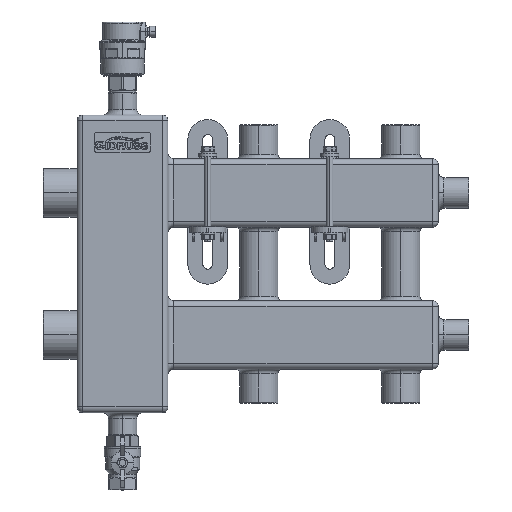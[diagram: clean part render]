
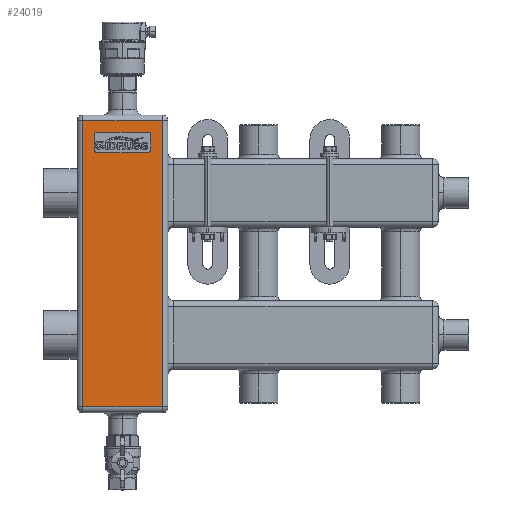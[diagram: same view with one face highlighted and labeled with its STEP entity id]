
A CAD part, top view. The second image highlights one B-rep face of the part: STEP entity #24019.
In plain terms, the highlighted planar face has unit normal (0, 0, 1).
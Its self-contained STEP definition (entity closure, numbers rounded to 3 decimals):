
#639 = CARTESIAN_POINT ( 'NONE',  ( -35., 0., 40. ) ) ;
#919 = VERTEX_POINT ( 'NONE', #27642 ) ;
#1274 = DIRECTION ( 'NONE',  ( 1., 0., 0. ) ) ;
#1351 = EDGE_CURVE ( 'NONE', #5532, #46589, #23337, .T. ) ;
#1819 = CARTESIAN_POINT ( 'NONE',  ( -25., 0., 40. ) ) ;
#2650 = CARTESIAN_POINT ( 'NONE',  ( -25., 113., 40. ) ) ;
#3017 = ORIENTED_EDGE ( 'NONE', *, *, #4037, .T. ) ;
#3485 = VECTOR ( 'NONE', #15987, 1000. ) ;
#3877 = VECTOR ( 'NONE', #47390, 1000. ) ;
#4037 = EDGE_CURVE ( 'NONE', #919, #44306, #46521, .T. ) ;
#4241 = LINE ( 'NONE', #36527, #37437 ) ;
#4562 = CARTESIAN_POINT ( 'NONE',  ( 25., 101., 40. ) ) ;
#4814 = DIRECTION ( 'NONE',  ( -1., 0., 0. ) ) ;
#4967 = CARTESIAN_POINT ( 'NONE',  ( 0., -126., 40. ) ) ;
#4988 = AXIS2_PLACEMENT_3D ( 'NONE', #10994, #44567, #11179 ) ;
#5532 = VERTEX_POINT ( 'NONE', #30545 ) ;
#6422 = CIRCLE ( 'NONE', #22605, 3. ) ;
#7638 = EDGE_CURVE ( 'NONE', #46589, #29067, #46807, .T. ) ;
#9661 = LINE ( 'NONE', #45522, #42759 ) ;
#10095 = EDGE_CURVE ( 'NONE', #38871, #11155, #34128, .T. ) ;
#10496 = EDGE_LOOP ( 'NONE', ( #48029, #25712, #25335, #41835, #24192, #21379, #29163, #17049 ) ) ;
#10994 = CARTESIAN_POINT ( 'NONE',  ( -22., 101., 40. ) ) ;
#11043 = VECTOR ( 'NONE', #4814, 1000. ) ;
#11155 = VERTEX_POINT ( 'NONE', #42361 ) ;
#11179 = DIRECTION ( 'NONE',  ( -1., 0., 0. ) ) ;
#13185 = DIRECTION ( 'NONE',  ( -1., 0., 0. ) ) ;
#14155 = EDGE_CURVE ( 'NONE', #11155, #22747, #30415, .T. ) ;
#14244 = VECTOR ( 'NONE', #31925, 1000. ) ;
#14533 = CARTESIAN_POINT ( 'NONE',  ( 35., 126., 40. ) ) ;
#15431 = AXIS2_PLACEMENT_3D ( 'NONE', #20802, #36038, #31788 ) ;
#15539 = EDGE_CURVE ( 'NONE', #29067, #29276, #23225, .T. ) ;
#15936 = CARTESIAN_POINT ( 'NONE',  ( -22., 113., 40. ) ) ;
#15987 = DIRECTION ( 'NONE',  ( 0., -1., 0. ) ) ;
#17049 = ORIENTED_EDGE ( 'NONE', *, *, #15539, .F. ) ;
#17166 = CARTESIAN_POINT ( 'NONE',  ( 22., 113., 40. ) ) ;
#19364 = DIRECTION ( 'NONE',  ( 0., 0., 1. ) ) ;
#19380 = DIRECTION ( 'NONE',  ( 1., 0., 0. ) ) ;
#20015 = EDGE_CURVE ( 'NONE', #44306, #35297, #44675, .T. ) ;
#20444 = VECTOR ( 'NONE', #48337, 1000. ) ;
#20802 = CARTESIAN_POINT ( 'NONE',  ( 22., 101., 40. ) ) ;
#21048 = DIRECTION ( 'NONE',  ( 0., 0., -1. ) ) ;
#21372 = PLANE ( 'NONE',  #47471 ) ;
#21379 = ORIENTED_EDGE ( 'NONE', *, *, #30775, .F. ) ;
#21634 = CARTESIAN_POINT ( 'NONE',  ( -22., 98., 40. ) ) ;
#22605 = AXIS2_PLACEMENT_3D ( 'NONE', #15936, #19364, #23016 ) ;
#22747 = VERTEX_POINT ( 'NONE', #21634 ) ;
#23016 = DIRECTION ( 'NONE',  ( -1., 0., 0. ) ) ;
#23082 = LINE ( 'NONE', #639, #3485 ) ;
#23225 = CIRCLE ( 'NONE', #25008, 3. ) ;
#23337 = CIRCLE ( 'NONE', #15431, 3. ) ;
#24019 = ADVANCED_FACE ( 'NONE', ( #43663, #39022 ), #21372, .F. ) ;
#24192 = ORIENTED_EDGE ( 'NONE', *, *, #10095, .F. ) ;
#25008 = AXIS2_PLACEMENT_3D ( 'NONE', #17166, #47739, #32401 ) ;
#25207 = VECTOR ( 'NONE', #1274, 1000. ) ;
#25335 = ORIENTED_EDGE ( 'NONE', *, *, #44118, .F. ) ;
#25661 = CARTESIAN_POINT ( 'NONE',  ( -35., 126., 40. ) ) ;
#25712 = ORIENTED_EDGE ( 'NONE', *, *, #1351, .F. ) ;
#26044 = EDGE_CURVE ( 'NONE', #29276, #38228, #4241, .T. ) ;
#27208 = EDGE_CURVE ( 'NONE', #37390, #919, #23082, .T. ) ;
#27412 = EDGE_LOOP ( 'NONE', ( #44071, #3017, #31473, #30240 ) ) ;
#27562 = CARTESIAN_POINT ( 'NONE',  ( 35., -126., 40. ) ) ;
#27642 = CARTESIAN_POINT ( 'NONE',  ( -35., -126., 40. ) ) ;
#27700 = LINE ( 'NONE', #41200, #11043 ) ;
#28404 = CARTESIAN_POINT ( 'NONE',  ( 25., 113., 40. ) ) ;
#29067 = VERTEX_POINT ( 'NONE', #28404 ) ;
#29163 = ORIENTED_EDGE ( 'NONE', *, *, #26044, .F. ) ;
#29276 = VERTEX_POINT ( 'NONE', #30202 ) ;
#30019 = CARTESIAN_POINT ( 'NONE',  ( 35., 0., 40. ) ) ;
#30202 = CARTESIAN_POINT ( 'NONE',  ( 22., 116., 40. ) ) ;
#30240 = ORIENTED_EDGE ( 'NONE', *, *, #32871, .T. ) ;
#30415 = CIRCLE ( 'NONE', #4988, 3. ) ;
#30545 = CARTESIAN_POINT ( 'NONE',  ( 22., 98., 40. ) ) ;
#30775 = EDGE_CURVE ( 'NONE', #38228, #38871, #6422, .T. ) ;
#31473 = ORIENTED_EDGE ( 'NONE', *, *, #20015, .T. ) ;
#31788 = DIRECTION ( 'NONE',  ( -1., 0., 0. ) ) ;
#31925 = DIRECTION ( 'NONE',  ( 0., 1., 0. ) ) ;
#32401 = DIRECTION ( 'NONE',  ( -1., 0., 0. ) ) ;
#32871 = EDGE_CURVE ( 'NONE', #35297, #37390, #27700, .T. ) ;
#34128 = LINE ( 'NONE', #1819, #3877 ) ;
#34205 = DIRECTION ( 'NONE',  ( -1., 0., 0. ) ) ;
#35297 = VERTEX_POINT ( 'NONE', #14533 ) ;
#35771 = CARTESIAN_POINT ( 'NONE',  ( -22., 116., 40. ) ) ;
#36038 = DIRECTION ( 'NONE',  ( 0., 0., 1. ) ) ;
#36527 = CARTESIAN_POINT ( 'NONE',  ( 0., 116., 40. ) ) ;
#37390 = VERTEX_POINT ( 'NONE', #25661 ) ;
#37437 = VECTOR ( 'NONE', #34205, 1000. ) ;
#38228 = VERTEX_POINT ( 'NONE', #35771 ) ;
#38871 = VERTEX_POINT ( 'NONE', #2650 ) ;
#39022 = FACE_BOUND ( 'NONE', #10496, .T. ) ;
#41200 = CARTESIAN_POINT ( 'NONE',  ( 0., 126., 40. ) ) ;
#41835 = ORIENTED_EDGE ( 'NONE', *, *, #14155, .F. ) ;
#42361 = CARTESIAN_POINT ( 'NONE',  ( -25., 101., 40. ) ) ;
#42759 = VECTOR ( 'NONE', #19380, 1000. ) ;
#43663 = FACE_OUTER_BOUND ( 'NONE', #27412, .T. ) ;
#44030 = CARTESIAN_POINT ( 'NONE',  ( 0., 0., 40. ) ) ;
#44071 = ORIENTED_EDGE ( 'NONE', *, *, #27208, .T. ) ;
#44118 = EDGE_CURVE ( 'NONE', #22747, #5532, #9661, .T. ) ;
#44306 = VERTEX_POINT ( 'NONE', #27562 ) ;
#44567 = DIRECTION ( 'NONE',  ( 0., 0., 1. ) ) ;
#44675 = LINE ( 'NONE', #30019, #20444 ) ;
#45522 = CARTESIAN_POINT ( 'NONE',  ( 0., 98., 40. ) ) ;
#46521 = LINE ( 'NONE', #4967, #25207 ) ;
#46589 = VERTEX_POINT ( 'NONE', #4562 ) ;
#46807 = LINE ( 'NONE', #46948, #14244 ) ;
#46948 = CARTESIAN_POINT ( 'NONE',  ( 25., 0., 40. ) ) ;
#47390 = DIRECTION ( 'NONE',  ( 0., -1., 0. ) ) ;
#47471 = AXIS2_PLACEMENT_3D ( 'NONE', #44030, #21048, #13185 ) ;
#47739 = DIRECTION ( 'NONE',  ( 0., 0., 1. ) ) ;
#48029 = ORIENTED_EDGE ( 'NONE', *, *, #7638, .F. ) ;
#48337 = DIRECTION ( 'NONE',  ( 0., 1., 0. ) ) ;
